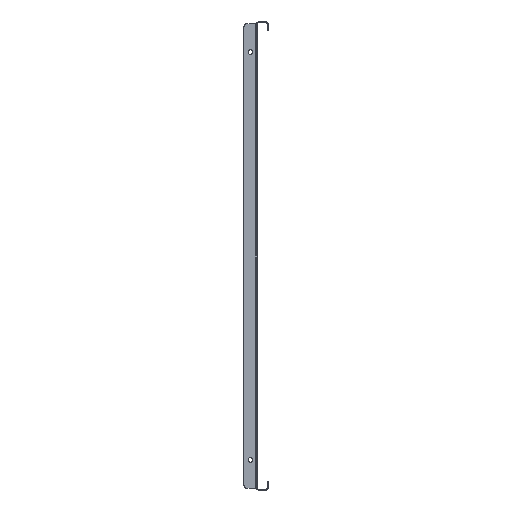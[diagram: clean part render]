
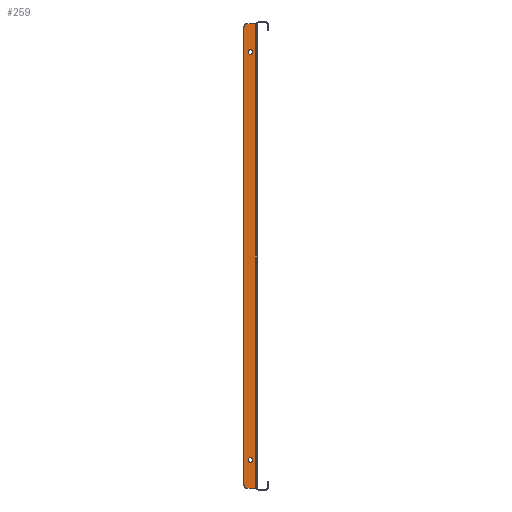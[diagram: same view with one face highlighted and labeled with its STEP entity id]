
A CAD part, left-side view. The second image highlights one B-rep face of the part: STEP entity #259.
In plain terms, the highlighted planar face has unit normal (-1, 0, 0).
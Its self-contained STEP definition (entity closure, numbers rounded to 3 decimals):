
#90 = CARTESIAN_POINT ( 'NONE',  ( -446., 12.75, -345.25 ) ) ;
#259 = ADVANCED_FACE ( 'NONE', ( #40011, #14792, #21866 ), #25404, .T. ) ;
#1470 = CIRCLE ( 'NONE', #25568, 2.75 ) ;
#1488 = EDGE_CURVE ( 'NONE', #43572, #30681, #44887, .T. ) ;
#1772 = ORIENTED_EDGE ( 'NONE', *, *, #15515, .F. ) ;
#2720 = ORIENTED_EDGE ( 'NONE', *, *, #26837, .F. ) ;
#3139 = CARTESIAN_POINT ( 'NONE',  ( -446., 7.25, -345.25 ) ) ;
#3596 = LINE ( 'NONE', #43899, #40900 ) ;
#4103 = CARTESIAN_POINT ( 'NONE',  ( -446., 1.5, 395.5 ) ) ;
#4216 = AXIS2_PLACEMENT_3D ( 'NONE', #18708, #43680, #15165 ) ;
#4275 = VERTEX_POINT ( 'NONE', #8584 ) ;
#4512 = VERTEX_POINT ( 'NONE', #90 ) ;
#5030 = AXIS2_PLACEMENT_3D ( 'NONE', #40985, #25685, #19308 ) ;
#5262 = ORIENTED_EDGE ( 'NONE', *, *, #10541, .F. ) ;
#5491 = CARTESIAN_POINT ( 'NONE',  ( -446., 21., -395.5 ) ) ;
#5866 = EDGE_CURVE ( 'NONE', #28132, #26326, #26935, .T. ) ;
#6985 = CARTESIAN_POINT ( 'NONE',  ( -446., 10., -348.75 ) ) ;
#7209 = DIRECTION ( 'NONE',  ( 0., 1., 0. ) ) ;
#8076 = CARTESIAN_POINT ( 'NONE',  ( -446., 16., 395.5 ) ) ;
#8584 = CARTESIAN_POINT ( 'NONE',  ( -446., 7.25, 345.25 ) ) ;
#9197 = EDGE_LOOP ( 'NONE', ( #19655, #40149, #27225, #41796, #26151, #14186 ) ) ;
#9262 = VERTEX_POINT ( 'NONE', #3139 ) ;
#9853 = VECTOR ( 'NONE', #32322, 1000. ) ;
#9918 = AXIS2_PLACEMENT_3D ( 'NONE', #6985, #21388, #7209 ) ;
#10125 = VERTEX_POINT ( 'NONE', #38619 ) ;
#10541 = EDGE_CURVE ( 'NONE', #26695, #9262, #17541, .T. ) ;
#11417 = CARTESIAN_POINT ( 'NONE',  ( -446., 21., 395.5 ) ) ;
#11439 = DIRECTION ( 'NONE',  ( 0., 1., 0. ) ) ;
#12450 = VECTOR ( 'NONE', #34076, 1000. ) ;
#12850 = DIRECTION ( 'NONE',  ( 0., -1., 0. ) ) ;
#13326 = DIRECTION ( 'NONE',  ( -1., 0., 0. ) ) ;
#14186 = ORIENTED_EDGE ( 'NONE', *, *, #21657, .T. ) ;
#14451 = CARTESIAN_POINT ( 'NONE',  ( -446., 1.5, -395.5 ) ) ;
#14792 = FACE_BOUND ( 'NONE', #38926, .T. ) ;
#15165 = DIRECTION ( 'NONE',  ( 0., -1., 0. ) ) ;
#15515 = EDGE_CURVE ( 'NONE', #34877, #26316, #33884, .T. ) ;
#16183 = DIRECTION ( 'NONE',  ( 0., -1., 0. ) ) ;
#16651 = CARTESIAN_POINT ( 'NONE',  ( -446., 7.25, -345.25 ) ) ;
#17541 = LINE ( 'NONE', #16651, #12450 ) ;
#17915 = EDGE_CURVE ( 'NONE', #27314, #26695, #30229, .T. ) ;
#17969 = CARTESIAN_POINT ( 'NONE',  ( -446., 1.5, 0. ) ) ;
#18522 = DIRECTION ( 'NONE',  ( 0., 0., -1. ) ) ;
#18708 = CARTESIAN_POINT ( 'NONE',  ( -446., 16., -390.5 ) ) ;
#18987 = LINE ( 'NONE', #40648, #36365 ) ;
#19262 = CARTESIAN_POINT ( 'NONE',  ( -446., 21., -390.5 ) ) ;
#19308 = DIRECTION ( 'NONE',  ( 0., -1., 0. ) ) ;
#19636 = ORIENTED_EDGE ( 'NONE', *, *, #44434, .F. ) ;
#19655 = ORIENTED_EDGE ( 'NONE', *, *, #1488, .F. ) ;
#20196 = CARTESIAN_POINT ( 'NONE',  ( -446., 7.25, -348.75 ) ) ;
#21388 = DIRECTION ( 'NONE',  ( -1., 0., 0. ) ) ;
#21653 = CARTESIAN_POINT ( 'NONE',  ( -446., 12.75, 345.25 ) ) ;
#21657 = EDGE_CURVE ( 'NONE', #28132, #30681, #21736, .T. ) ;
#21736 = LINE ( 'NONE', #17969, #9853 ) ;
#21755 = DIRECTION ( 'NONE',  ( 0., 0., 1. ) ) ;
#21866 = FACE_OUTER_BOUND ( 'NONE', #9197, .T. ) ;
#22567 = CARTESIAN_POINT ( 'NONE',  ( -446., 0., 0. ) ) ;
#23028 = CIRCLE ( 'NONE', #4216, 5. ) ;
#24423 = CIRCLE ( 'NONE', #39460, 5. ) ;
#24788 = VECTOR ( 'NONE', #40432, 1000. ) ;
#24898 = VERTEX_POINT ( 'NONE', #45226 ) ;
#25010 = VECTOR ( 'NONE', #30462, 1000. ) ;
#25140 = DIRECTION ( 'NONE',  ( -1., 0., 0. ) ) ;
#25360 = CARTESIAN_POINT ( 'NONE',  ( -446., 10., -345.25 ) ) ;
#25404 = PLANE ( 'NONE',  #45248 ) ;
#25568 = AXIS2_PLACEMENT_3D ( 'NONE', #30759, #45160, #12850 ) ;
#25685 = DIRECTION ( 'NONE',  ( -1., 0., 0. ) ) ;
#26151 = ORIENTED_EDGE ( 'NONE', *, *, #5866, .F. ) ;
#26316 = VERTEX_POINT ( 'NONE', #21653 ) ;
#26326 = VERTEX_POINT ( 'NONE', #28949 ) ;
#26377 = EDGE_LOOP ( 'NONE', ( #41956, #1772, #34431, #40502 ) ) ;
#26695 = VERTEX_POINT ( 'NONE', #20196 ) ;
#26837 = EDGE_CURVE ( 'NONE', #9262, #4512, #30293, .T. ) ;
#26935 = LINE ( 'NONE', #5491, #25010 ) ;
#27225 = ORIENTED_EDGE ( 'NONE', *, *, #27912, .F. ) ;
#27314 = VERTEX_POINT ( 'NONE', #28151 ) ;
#27768 = CARTESIAN_POINT ( 'NONE',  ( -446., 12.75, 345.25 ) ) ;
#27912 = EDGE_CURVE ( 'NONE', #38874, #24898, #40188, .T. ) ;
#28132 = VERTEX_POINT ( 'NONE', #14451 ) ;
#28151 = CARTESIAN_POINT ( 'NONE',  ( -446., 12.75, -348.75 ) ) ;
#28935 = DIRECTION ( 'NONE',  ( 0., -1., 0. ) ) ;
#28949 = CARTESIAN_POINT ( 'NONE',  ( -446., 16., -395.5 ) ) ;
#29540 = AXIS2_PLACEMENT_3D ( 'NONE', #25360, #25140, #11439 ) ;
#30213 = VECTOR ( 'NONE', #41680, 1000. ) ;
#30229 = CIRCLE ( 'NONE', #9918, 2.75 ) ;
#30293 = CIRCLE ( 'NONE', #29540, 2.75 ) ;
#30462 = DIRECTION ( 'NONE',  ( 0., 1., 0. ) ) ;
#30681 = VERTEX_POINT ( 'NONE', #4103 ) ;
#30759 = CARTESIAN_POINT ( 'NONE',  ( -446., 10., 348.75 ) ) ;
#32322 = DIRECTION ( 'NONE',  ( 0., 0., 1. ) ) ;
#33884 = LINE ( 'NONE', #27768, #30213 ) ;
#34069 = CARTESIAN_POINT ( 'NONE',  ( -446., 16., 390.5 ) ) ;
#34076 = DIRECTION ( 'NONE',  ( 0., 0., 1. ) ) ;
#34431 = ORIENTED_EDGE ( 'NONE', *, *, #39035, .F. ) ;
#34877 = VERTEX_POINT ( 'NONE', #40480 ) ;
#36365 = VECTOR ( 'NONE', #18522, 1000. ) ;
#36663 = CARTESIAN_POINT ( 'NONE',  ( -446., 0., 395.5 ) ) ;
#36940 = DIRECTION ( 'NONE',  ( -1., 0., 0. ) ) ;
#37118 = EDGE_CURVE ( 'NONE', #26316, #4275, #40438, .T. ) ;
#38619 = CARTESIAN_POINT ( 'NONE',  ( -446., 7.25, 348.75 ) ) ;
#38874 = VERTEX_POINT ( 'NONE', #19262 ) ;
#38926 = EDGE_LOOP ( 'NONE', ( #2720, #5262, #43404, #19636 ) ) ;
#39035 = EDGE_CURVE ( 'NONE', #10125, #34877, #1470, .T. ) ;
#39460 = AXIS2_PLACEMENT_3D ( 'NONE', #34069, #13326, #16183 ) ;
#40011 = FACE_BOUND ( 'NONE', #26377, .T. ) ;
#40149 = ORIENTED_EDGE ( 'NONE', *, *, #44217, .T. ) ;
#40188 = LINE ( 'NONE', #11417, #41679 ) ;
#40432 = DIRECTION ( 'NONE',  ( 0., -1., 0. ) ) ;
#40438 = CIRCLE ( 'NONE', #5030, 2.75 ) ;
#40480 = CARTESIAN_POINT ( 'NONE',  ( -446., 12.75, 348.75 ) ) ;
#40502 = ORIENTED_EDGE ( 'NONE', *, *, #43619, .F. ) ;
#40648 = CARTESIAN_POINT ( 'NONE',  ( -446., 12.75, -345.25 ) ) ;
#40900 = VECTOR ( 'NONE', #21755, 1000. ) ;
#40985 = CARTESIAN_POINT ( 'NONE',  ( -446., 10., 345.25 ) ) ;
#41679 = VECTOR ( 'NONE', #43254, 1000. ) ;
#41680 = DIRECTION ( 'NONE',  ( 0., 0., -1. ) ) ;
#41796 = ORIENTED_EDGE ( 'NONE', *, *, #46133, .T. ) ;
#41956 = ORIENTED_EDGE ( 'NONE', *, *, #37118, .F. ) ;
#43254 = DIRECTION ( 'NONE',  ( 0., 0., 1. ) ) ;
#43404 = ORIENTED_EDGE ( 'NONE', *, *, #17915, .F. ) ;
#43572 = VERTEX_POINT ( 'NONE', #8076 ) ;
#43619 = EDGE_CURVE ( 'NONE', #4275, #10125, #3596, .T. ) ;
#43680 = DIRECTION ( 'NONE',  ( -1., 0., 0. ) ) ;
#43899 = CARTESIAN_POINT ( 'NONE',  ( -446., 7.25, 345.25 ) ) ;
#44217 = EDGE_CURVE ( 'NONE', #43572, #24898, #24423, .T. ) ;
#44434 = EDGE_CURVE ( 'NONE', #4512, #27314, #18987, .T. ) ;
#44887 = LINE ( 'NONE', #36663, #24788 ) ;
#45160 = DIRECTION ( 'NONE',  ( -1., 0., 0. ) ) ;
#45226 = CARTESIAN_POINT ( 'NONE',  ( -446., 21., 390.5 ) ) ;
#45248 = AXIS2_PLACEMENT_3D ( 'NONE', #22567, #36940, #28935 ) ;
#46133 = EDGE_CURVE ( 'NONE', #38874, #26326, #23028, .T. ) ;
